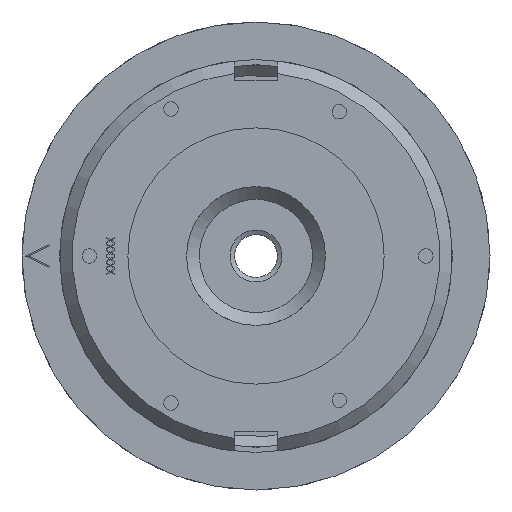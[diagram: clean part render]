
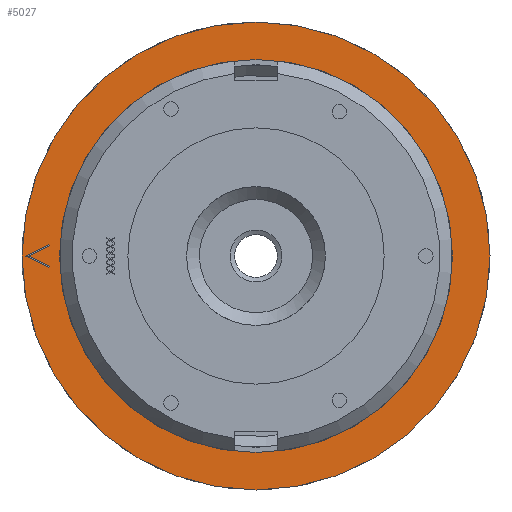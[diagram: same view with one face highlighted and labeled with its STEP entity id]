
A CAD part, front view. The second image highlights one B-rep face of the part: STEP entity #5027.
In plain terms, the highlighted planar face has unit normal (0, -1, 0).
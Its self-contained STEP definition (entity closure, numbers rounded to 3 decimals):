
#8 = VECTOR ( 'NONE', #12698, 1000. ) ;
#170 = PLANE ( 'NONE',  #8982 ) ;
#378 = EDGE_CURVE ( 'NONE', #701, #701, #14939, .T. ) ;
#559 = AXIS2_PLACEMENT_3D ( 'NONE', #4165, #13325, #6900 ) ;
#701 = VERTEX_POINT ( 'NONE', #2124 ) ;
#881 = DIRECTION ( 'NONE',  ( 0.438, 0., 0.899 ) ) ;
#946 = DIRECTION ( 'NONE',  ( 0.899, 0., -0.438 ) ) ;
#1378 = DIRECTION ( 'NONE',  ( 0.899, 0., 0.438 ) ) ;
#1726 = VERTEX_POINT ( 'NONE', #7233 ) ;
#1891 = VERTEX_POINT ( 'NONE', #16479 ) ;
#2019 = EDGE_CURVE ( 'NONE', #1891, #8561, #6742, .T. ) ;
#2124 = CARTESIAN_POINT ( 'NONE',  ( 0., 0., 109.55 ) ) ;
#2132 = LINE ( 'NONE', #13544, #10195 ) ;
#2274 = ORIENTED_EDGE ( 'NONE', *, *, #378, .F. ) ;
#2698 = ORIENTED_EDGE ( 'NONE', *, *, #13711, .F. ) ;
#2851 = DIRECTION ( 'NONE',  ( 0., -1., 0. ) ) ;
#2853 = CARTESIAN_POINT ( 'NONE',  ( 0., 0., -92. ) ) ;
#3239 = EDGE_CURVE ( 'NONE', #11323, #12787, #4922, .T. ) ;
#3654 = VECTOR ( 'NONE', #9992, 1000. ) ;
#3684 = CARTESIAN_POINT ( 'NONE',  ( -106.618, 0., 0. ) ) ;
#3711 = EDGE_CURVE ( 'NONE', #12787, #1726, #16119, .T. ) ;
#4165 = CARTESIAN_POINT ( 'NONE',  ( 0., 0., 0. ) ) ;
#4352 = CARTESIAN_POINT ( 'NONE',  ( 0., 0., 0. ) ) ;
#4922 = LINE ( 'NONE', #12586, #3654 ) ;
#5027 = ADVANCED_FACE ( 'NONE', ( #10421, #15189, #11416 ), #170, .F. ) ;
#5238 = AXIS2_PLACEMENT_3D ( 'NONE', #6272, #2851, #11214 ) ;
#5320 = ORIENTED_EDGE ( 'NONE', *, *, #3239, .F. ) ;
#5327 = ORIENTED_EDGE ( 'NONE', *, *, #15458, .F. ) ;
#5492 = CARTESIAN_POINT ( 'NONE',  ( -96.754, 0., 4.811 ) ) ;
#5853 = CARTESIAN_POINT ( 'NONE',  ( -107.759, 0., 0. ) ) ;
#5962 = CARTESIAN_POINT ( 'NONE',  ( -107.759, 0., 0. ) ) ;
#6272 = CARTESIAN_POINT ( 'NONE',  ( 0., 0., 0. ) ) ;
#6742 = LINE ( 'NONE', #10499, #16141 ) ;
#6834 = DIRECTION ( 'NONE',  ( 0., 1., 0. ) ) ;
#6900 = DIRECTION ( 'NONE',  ( 0., 0., 1. ) ) ;
#7233 = CARTESIAN_POINT ( 'NONE',  ( -96.973, 0., -5.26 ) ) ;
#7961 = EDGE_LOOP ( 'NONE', ( #5327 ) ) ;
#8075 = DIRECTION ( 'NONE',  ( 0., 0., 1. ) ) ;
#8561 = VERTEX_POINT ( 'NONE', #3684 ) ;
#8982 = AXIS2_PLACEMENT_3D ( 'NONE', #4352, #6834, #8075 ) ;
#9992 = DIRECTION ( 'NONE',  ( -0.899, 0., -0.438 ) ) ;
#10195 = VECTOR ( 'NONE', #881, 1000. ) ;
#10277 = CARTESIAN_POINT ( 'NONE',  ( -96.754, 0., 4.811 ) ) ;
#10421 = FACE_BOUND ( 'NONE', #12225, .T. ) ;
#10434 = VERTEX_POINT ( 'NONE', #2853 ) ;
#10450 = LINE ( 'NONE', #10277, #12941 ) ;
#10499 = CARTESIAN_POINT ( 'NONE',  ( -96.754, 0., -4.811 ) ) ;
#11145 = EDGE_CURVE ( 'NONE', #1726, #1891, #2132, .T. ) ;
#11203 = LINE ( 'NONE', #11436, #8 ) ;
#11214 = DIRECTION ( 'NONE',  ( 0., 0., -1. ) ) ;
#11323 = VERTEX_POINT ( 'NONE', #15800 ) ;
#11416 = FACE_OUTER_BOUND ( 'NONE', #13078, .T. ) ;
#11436 = CARTESIAN_POINT ( 'NONE',  ( -96.973, 0., 5.26 ) ) ;
#11613 = VECTOR ( 'NONE', #946, 1000. ) ;
#11791 = VERTEX_POINT ( 'NONE', #5492 ) ;
#12065 = ORIENTED_EDGE ( 'NONE', *, *, #13010, .F. ) ;
#12225 = EDGE_LOOP ( 'NONE', ( #15823, #14470, #5320, #12065, #2698, #16217 ) ) ;
#12586 = CARTESIAN_POINT ( 'NONE',  ( -107.759, 0., 0. ) ) ;
#12690 = CIRCLE ( 'NONE', #5238, 92. ) ;
#12698 = DIRECTION ( 'NONE',  ( -0.438, 0., 0.899 ) ) ;
#12787 = VERTEX_POINT ( 'NONE', #5962 ) ;
#12941 = VECTOR ( 'NONE', #1378, 1000. ) ;
#13010 = EDGE_CURVE ( 'NONE', #11791, #11323, #11203, .T. ) ;
#13078 = EDGE_LOOP ( 'NONE', ( #2274 ) ) ;
#13325 = DIRECTION ( 'NONE',  ( 0., 1., 0. ) ) ;
#13544 = CARTESIAN_POINT ( 'NONE',  ( -96.973, 0., -5.26 ) ) ;
#13711 = EDGE_CURVE ( 'NONE', #8561, #11791, #10450, .T. ) ;
#14256 = DIRECTION ( 'NONE',  ( -0.899, 0., 0.438 ) ) ;
#14470 = ORIENTED_EDGE ( 'NONE', *, *, #3711, .F. ) ;
#14939 = CIRCLE ( 'NONE', #559, 109.55 ) ;
#15189 = FACE_BOUND ( 'NONE', #7961, .T. ) ;
#15458 = EDGE_CURVE ( 'NONE', #10434, #10434, #12690, .T. ) ;
#15800 = CARTESIAN_POINT ( 'NONE',  ( -96.973, 0., 5.26 ) ) ;
#15823 = ORIENTED_EDGE ( 'NONE', *, *, #11145, .F. ) ;
#16119 = LINE ( 'NONE', #5853, #11613 ) ;
#16141 = VECTOR ( 'NONE', #14256, 1000. ) ;
#16217 = ORIENTED_EDGE ( 'NONE', *, *, #2019, .F. ) ;
#16479 = CARTESIAN_POINT ( 'NONE',  ( -96.754, 0., -4.811 ) ) ;
